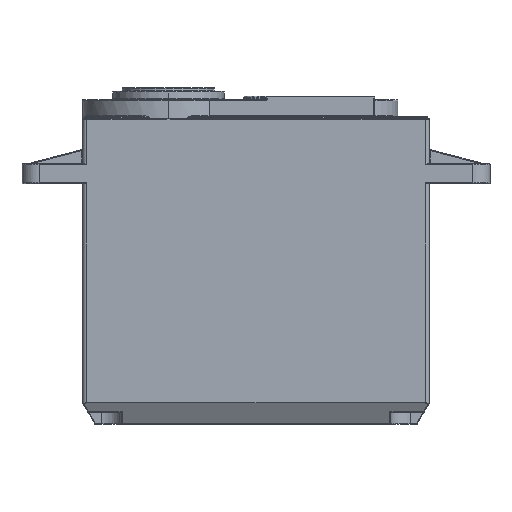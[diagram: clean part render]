
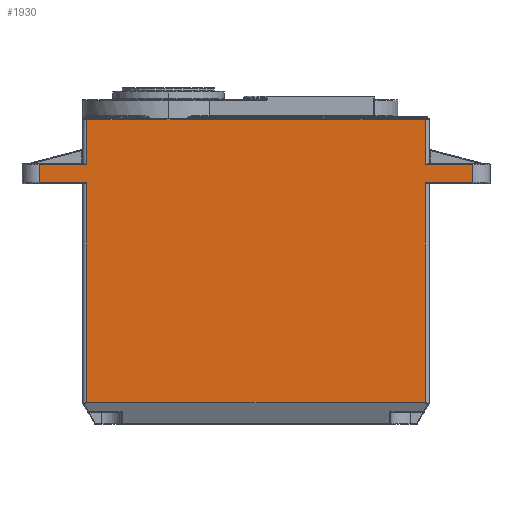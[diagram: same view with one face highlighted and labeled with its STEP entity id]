
A CAD part, top view. The second image highlights one B-rep face of the part: STEP entity #1930.
In plain terms, the highlighted planar face has unit normal (0, 0, 1).
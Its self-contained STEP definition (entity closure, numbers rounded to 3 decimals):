
#41 = EDGE_CURVE ( 'NONE', #5789, #10494, #9032, .T. ) ;
#145 = DIRECTION ( 'NONE',  ( -1., 0., 0. ) ) ;
#171 = VECTOR ( 'NONE', #5374, 1000. ) ;
#379 = CARTESIAN_POINT ( 'NONE',  ( 25.25, 28., 10. ) ) ;
#425 = VECTOR ( 'NONE', #1178, 1000. ) ;
#434 = LINE ( 'NONE', #379, #9812 ) ;
#476 = CARTESIAN_POINT ( 'NONE',  ( -10.669, 35.503, 10. ) ) ;
#493 = LINE ( 'NONE', #10767, #425 ) ;
#623 = VERTEX_POINT ( 'NONE', #9263 ) ;
#638 = LINE ( 'NONE', #5732, #4397 ) ;
#644 = EDGE_CURVE ( 'NONE', #5116, #3519, #3839, .T. ) ;
#1178 = DIRECTION ( 'NONE',  ( -1., 0., 0. ) ) ;
#1184 = EDGE_CURVE ( 'NONE', #1219, #8888, #2314, .T. ) ;
#1219 = VERTEX_POINT ( 'NONE', #5865 ) ;
#1274 = LINE ( 'NONE', #9039, #3457 ) ;
#1289 = VERTEX_POINT ( 'NONE', #9394 ) ;
#1326 = VECTOR ( 'NONE', #7266, 1000. ) ;
#1336 = CARTESIAN_POINT ( 'NONE',  ( -10.435, 35.526, 10. ) ) ;
#1351 = VECTOR ( 'NONE', #8426, 1000. ) ;
#1441 = CARTESIAN_POINT ( 'NONE',  ( -10.2, 35.55, 10. ) ) ;
#1485 = FACE_OUTER_BOUND ( 'NONE', #7506, .T. ) ;
#1537 = EDGE_CURVE ( 'NONE', #1289, #10135, #5734, .T. ) ;
#1561 = CARTESIAN_POINT ( 'NONE',  ( -20.2, 28.1, 10. ) ) ;
#1682 = VERTEX_POINT ( 'NONE', #3010 ) ;
#1830 = ORIENTED_EDGE ( 'NONE', *, *, #41, .T. ) ;
#1882 = CARTESIAN_POINT ( 'NONE',  ( -10.2, 35.45, 10. ) ) ;
#1894 = EDGE_CURVE ( 'NONE', #10931, #9540, #3451, .T. ) ;
#1930 = ADVANCED_FACE ( 'NONE', ( #1485 ), #4068, .F. ) ;
#2064 = VECTOR ( 'NONE', #9072, 1000. ) ;
#2067 = LINE ( 'NONE', #10584, #1326 ) ;
#2207 = LINE ( 'NONE', #8959, #2064 ) ;
#2221 = EDGE_CURVE ( 'NONE', #10494, #623, #2207, .T. ) ;
#2314 = LINE ( 'NONE', #3328, #9605 ) ;
#2353 = ORIENTED_EDGE ( 'NONE', *, *, #2829, .T. ) ;
#2402 = DIRECTION ( 'NONE',  ( 1., 0., 0. ) ) ;
#2439 = DIRECTION ( 'NONE',  ( 0., 0., -1. ) ) ;
#2479 = ORIENTED_EDGE ( 'NONE', *, *, #3946, .T. ) ;
#2747 = VERTEX_POINT ( 'NONE', #6069 ) ;
#2829 = EDGE_CURVE ( 'NONE', #5886, #5116, #1274, .T. ) ;
#2869 = DIRECTION ( 'NONE',  ( 0., 1., 0. ) ) ;
#2911 = DIRECTION ( 'NONE',  ( 0., 1., 0. ) ) ;
#3010 = CARTESIAN_POINT ( 'NONE',  ( -11.611, 35.45, 10. ) ) ;
#3328 = CARTESIAN_POINT ( 'NONE',  ( -19.7, 28., 10. ) ) ;
#3359 = ORIENTED_EDGE ( 'NONE', *, *, #3755, .T. ) ;
#3451 = LINE ( 'NONE', #11013, #7168 ) ;
#3457 = VECTOR ( 'NONE', #2911, 1000. ) ;
#3459 = EDGE_CURVE ( 'NONE', #1682, #1219, #493, .T. ) ;
#3463 = LINE ( 'NONE', #1882, #171 ) ;
#3519 = VERTEX_POINT ( 'NONE', #6484 ) ;
#3755 = EDGE_CURVE ( 'NONE', #623, #2747, #9730, .T. ) ;
#3764 = DIRECTION ( 'NONE',  ( 0., -1., 0. ) ) ;
#3774 = CARTESIAN_POINT ( 'NONE',  ( 19.7, 30.2, 10. ) ) ;
#3790 = VECTOR ( 'NONE', #145, 1000. ) ;
#3819 = CARTESIAN_POINT ( 'NONE',  ( -11.375, 35.45, 10. ) ) ;
#3839 = LINE ( 'NONE', #1561, #1351 ) ;
#3946 = EDGE_CURVE ( 'NONE', #2747, #5886, #638, .T. ) ;
#4040 = CARTESIAN_POINT ( 'NONE',  ( -8.789, 35.45, 10. ) ) ;
#4068 = PLANE ( 'NONE',  #8591 ) ;
#4397 = VECTOR ( 'NONE', #2402, 1000. ) ;
#4570 = EDGE_CURVE ( 'NONE', #8888, #5789, #6309, .T. ) ;
#4717 = DIRECTION ( 'NONE',  ( 0., -1., 0. ) ) ;
#4728 = CARTESIAN_POINT ( 'NONE',  ( -19.7, 28., 10. ) ) ;
#4770 = CARTESIAN_POINT ( 'NONE',  ( -25.25, 28., 10. ) ) ;
#4843 = CARTESIAN_POINT ( 'NONE',  ( -9.261, 35.465, 10. ) ) ;
#4942 = ORIENTED_EDGE ( 'NONE', *, *, #1184, .T. ) ;
#4997 = ORIENTED_EDGE ( 'NONE', *, *, #1537, .T. ) ;
#5100 = CARTESIAN_POINT ( 'NONE',  ( 19.7, 35.45, 10. ) ) ;
#5116 = VERTEX_POINT ( 'NONE', #5880 ) ;
#5291 = CARTESIAN_POINT ( 'NONE',  ( -25.25, 30.2, 10. ) ) ;
#5374 = DIRECTION ( 'NONE',  ( -1., 0., 0. ) ) ;
#5621 = CARTESIAN_POINT ( 'NONE',  ( -10.2, 35.55, 10. ) ) ;
#5732 = CARTESIAN_POINT ( 'NONE',  ( 19.7, 2.527, 10. ) ) ;
#5734 = B_SPLINE_CURVE_WITH_KNOTS ( 'NONE', 3,
 ( #4040, #10978, #4843, #9321, #7373, #8263 ),
 .UNSPECIFIED., .F., .F.,
 ( 4, 2, 4 ),
 ( 0., 0.001, 0.001 ),
 .UNSPECIFIED. ) ;
#5760 = DIRECTION ( 'NONE',  ( 0., -1., 0. ) ) ;
#5789 = VERTEX_POINT ( 'NONE', #6538 ) ;
#5865 = CARTESIAN_POINT ( 'NONE',  ( -19.7, 35.45, 10. ) ) ;
#5880 = CARTESIAN_POINT ( 'NONE',  ( 19.7, 28.1, 10. ) ) ;
#5883 = DIRECTION ( 'NONE',  ( -1., 0., 0. ) ) ;
#5886 = VERTEX_POINT ( 'NONE', #7264 ) ;
#6069 = CARTESIAN_POINT ( 'NONE',  ( -19.7, 2.527, 10. ) ) ;
#6131 = CARTESIAN_POINT ( 'NONE',  ( 25.25, 30.2, 10. ) ) ;
#6304 = CARTESIAN_POINT ( 'NONE',  ( -11.611, 35.45, 10. ) ) ;
#6309 = LINE ( 'NONE', #5291, #3790 ) ;
#6445 = EDGE_CURVE ( 'NONE', #7546, #1289, #3463, .T. ) ;
#6484 = CARTESIAN_POINT ( 'NONE',  ( 25.25, 28.1, 10. ) ) ;
#6538 = CARTESIAN_POINT ( 'NONE',  ( -25.25, 30.2, 10. ) ) ;
#6751 = VECTOR ( 'NONE', #3764, 1000. ) ;
#6928 = ORIENTED_EDGE ( 'NONE', *, *, #3459, .T. ) ;
#7168 = VECTOR ( 'NONE', #10268, 1000. ) ;
#7264 = CARTESIAN_POINT ( 'NONE',  ( 19.7, 2.527, 10. ) ) ;
#7266 = DIRECTION ( 'NONE',  ( 0., 1., 0. ) ) ;
#7367 = CARTESIAN_POINT ( 'NONE',  ( -11.139, 35.465, 10. ) ) ;
#7373 = CARTESIAN_POINT ( 'NONE',  ( -9.965, 35.526, 10. ) ) ;
#7389 = ORIENTED_EDGE ( 'NONE', *, *, #9529, .T. ) ;
#7506 = EDGE_LOOP ( 'NONE', ( #1830, #8796, #3359, #2479, #2353, #9831, #7389, #8034, #8482, #9181, #4997, #9844, #6928, #4942, #11140 ) ) ;
#7546 = VERTEX_POINT ( 'NONE', #5100 ) ;
#8034 = ORIENTED_EDGE ( 'NONE', *, *, #1894, .T. ) ;
#8263 = CARTESIAN_POINT ( 'NONE',  ( -10.2, 35.55, 10. ) ) ;
#8330 = B_SPLINE_CURVE_WITH_KNOTS ( 'NONE', 3,
 ( #5621, #1336, #476, #7367, #3819, #6304 ),
 .UNSPECIFIED., .F., .F.,
 ( 4, 2, 4 ),
 ( 0., 0.001, 0.001 ),
 .UNSPECIFIED. ) ;
#8344 = EDGE_CURVE ( 'NONE', #9540, #7546, #2067, .T. ) ;
#8426 = DIRECTION ( 'NONE',  ( 1., 0., 0. ) ) ;
#8482 = ORIENTED_EDGE ( 'NONE', *, *, #8344, .T. ) ;
#8569 = CARTESIAN_POINT ( 'NONE',  ( -25.25, 28.1, 10. ) ) ;
#8591 = AXIS2_PLACEMENT_3D ( 'NONE', #10160, #2439, #5883 ) ;
#8796 = ORIENTED_EDGE ( 'NONE', *, *, #2221, .T. ) ;
#8888 = VERTEX_POINT ( 'NONE', #10101 ) ;
#8959 = CARTESIAN_POINT ( 'NONE',  ( -20.2, 28.1, 10. ) ) ;
#9032 = LINE ( 'NONE', #4770, #10356 ) ;
#9039 = CARTESIAN_POINT ( 'NONE',  ( 19.7, 28., 10. ) ) ;
#9072 = DIRECTION ( 'NONE',  ( 1., 0., 0. ) ) ;
#9181 = ORIENTED_EDGE ( 'NONE', *, *, #6445, .T. ) ;
#9263 = CARTESIAN_POINT ( 'NONE',  ( -19.7, 28.1, 10. ) ) ;
#9321 = CARTESIAN_POINT ( 'NONE',  ( -9.731, 35.503, 10. ) ) ;
#9394 = CARTESIAN_POINT ( 'NONE',  ( -8.789, 35.45, 10. ) ) ;
#9529 = EDGE_CURVE ( 'NONE', #3519, #10931, #434, .T. ) ;
#9540 = VERTEX_POINT ( 'NONE', #3774 ) ;
#9605 = VECTOR ( 'NONE', #5760, 1000. ) ;
#9730 = LINE ( 'NONE', #4728, #6751 ) ;
#9812 = VECTOR ( 'NONE', #2869, 1000. ) ;
#9831 = ORIENTED_EDGE ( 'NONE', *, *, #644, .T. ) ;
#9844 = ORIENTED_EDGE ( 'NONE', *, *, #11104, .T. ) ;
#10101 = CARTESIAN_POINT ( 'NONE',  ( -19.7, 30.2, 10. ) ) ;
#10135 = VERTEX_POINT ( 'NONE', #1441 ) ;
#10160 = CARTESIAN_POINT ( 'NONE',  ( -20.2, 28., 10. ) ) ;
#10268 = DIRECTION ( 'NONE',  ( -1., 0., 0. ) ) ;
#10356 = VECTOR ( 'NONE', #4717, 1000. ) ;
#10494 = VERTEX_POINT ( 'NONE', #8569 ) ;
#10584 = CARTESIAN_POINT ( 'NONE',  ( 19.7, 28., 10. ) ) ;
#10767 = CARTESIAN_POINT ( 'NONE',  ( -19.7, 35.45, 10. ) ) ;
#10931 = VERTEX_POINT ( 'NONE', #6131 ) ;
#10978 = CARTESIAN_POINT ( 'NONE',  ( -9.025, 35.45, 10. ) ) ;
#11013 = CARTESIAN_POINT ( 'NONE',  ( 19.7, 30.2, 10. ) ) ;
#11104 = EDGE_CURVE ( 'NONE', #10135, #1682, #8330, .T. ) ;
#11140 = ORIENTED_EDGE ( 'NONE', *, *, #4570, .T. ) ;
